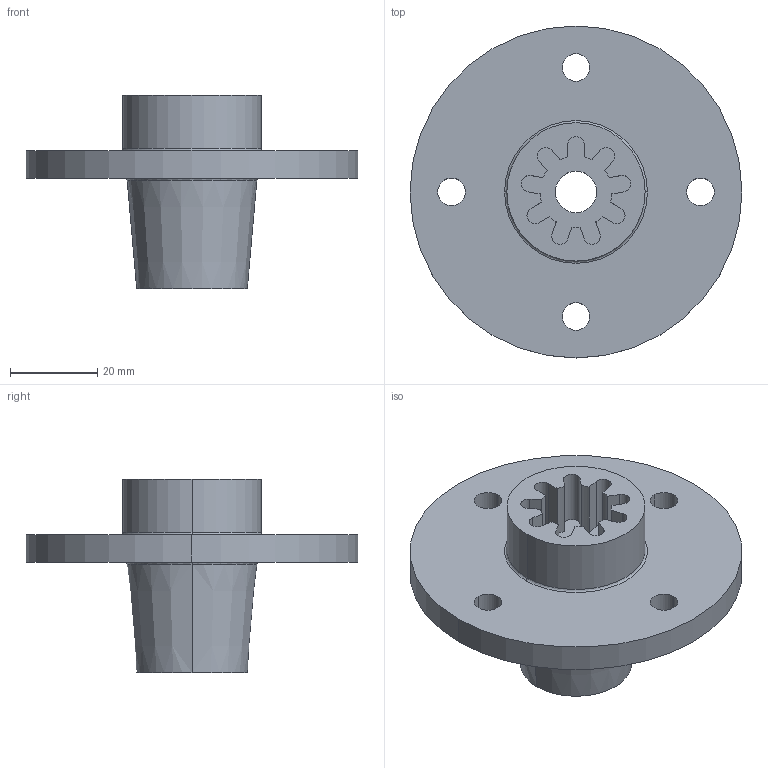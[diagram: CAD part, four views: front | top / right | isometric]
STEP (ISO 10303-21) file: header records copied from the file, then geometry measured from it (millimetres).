
FILE_DESCRIPTION((''),'2;1');
FILE_NAME('nippondensogearcoupler.stp','2004-01-16T18:53:03',('Administrator'),(''),'Autodesk Inventor (tm) 5.0','Autodesk Inventor (tm) 5.0','');
FILE_SCHEMA(('CONFIG_CONTROL_DESIGN'));
Length unit declared in the file: inch
Products named in the file (1): nippondensogearcoupler
Bounding box: 76.2 x 76.2 x 44.45 mm (x, y, z)
Volume: 42741.7 mm3; surface area: 17209.9 mm2
Topology: 1 solids, 1 shells, 67 faces, 179 edges, 118 vertices
Faces by surface type: plane 27, cylinder 24, bspline 14, cone 2
Entity records: 2528 total; most frequent: CARTESIAN_POINT 711, DIRECTION 367, ORIENTED_EDGE 358, EDGE_CURVE 179, AXIS2_PLACEMENT_3D 134, VERTEX_POINT 118, VECTOR 99, LINE 99
